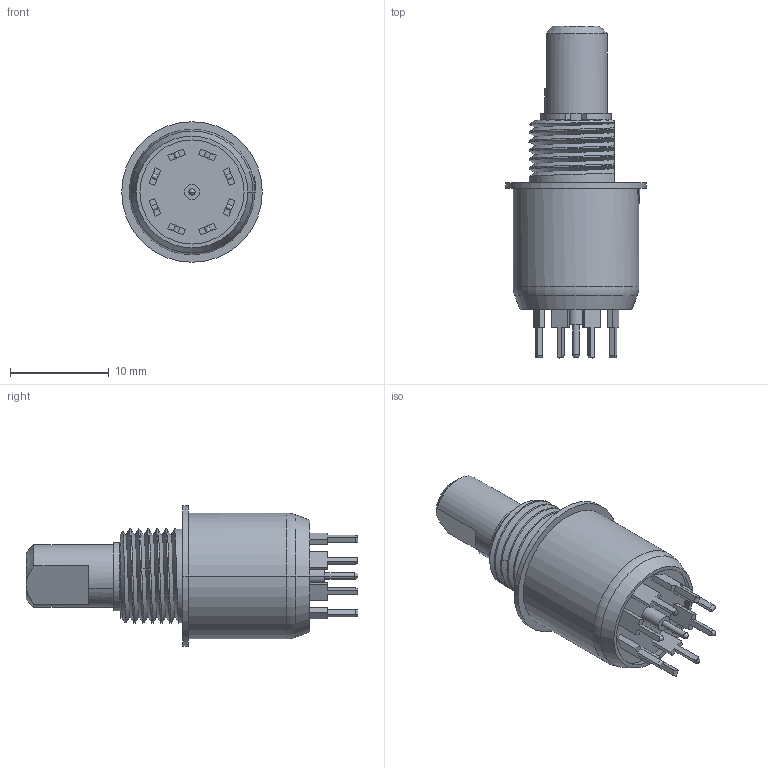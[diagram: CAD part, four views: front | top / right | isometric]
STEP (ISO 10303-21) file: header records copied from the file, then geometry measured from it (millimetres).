
FILE_DESCRIPTION((''),'2;1');
FILE_NAME('50KSPT45-01-1-XXX','2013-08-22T',('Administrator'),(''),'PRO/ENGINEER BY PARAMETRIC TECHNOLOGY CORPORATION, 2006200','PRO/ENGINEER BY PARAMETRIC TECHNOLOGY CORPORATION, 2006200','');
FILE_SCHEMA(('CONFIG_CONTROL_DESIGN'));
Length unit declared in the file: inch
Products named in the file (1): 50KSPT45-01-1-XXX
Bounding box: 14.22 x 33.6 x 14.22 mm (x, y, z)
Volume: 1329.5 mm3; surface area: 2797.4 mm2
Topology: 3 solids, 3 shells, 707 faces, 1959 edges, 1297 vertices
Faces by surface type: plane 530, cylinder 137, cone 18, bspline 16, torus 4, sphere 2
Entity records: 29736 total; most frequent: CARTESIAN_POINT 6314, ORIENTED_EDGE 3914, DIRECTION 3590, EDGE_CURVE 1957, VECTOR 1578, LINE 1578, VERTEX_POINT 1297, AXIS2_PLACEMENT_3D 1006
